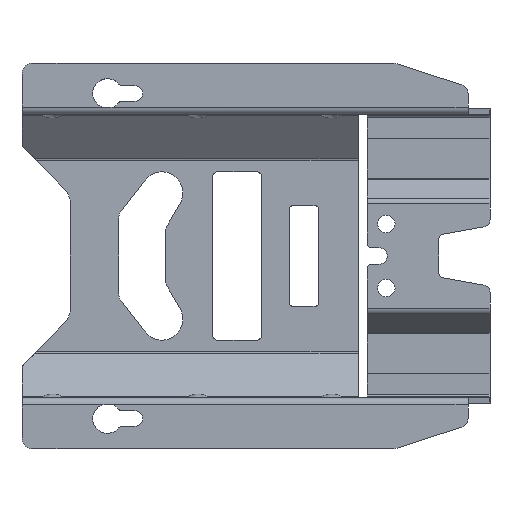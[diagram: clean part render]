
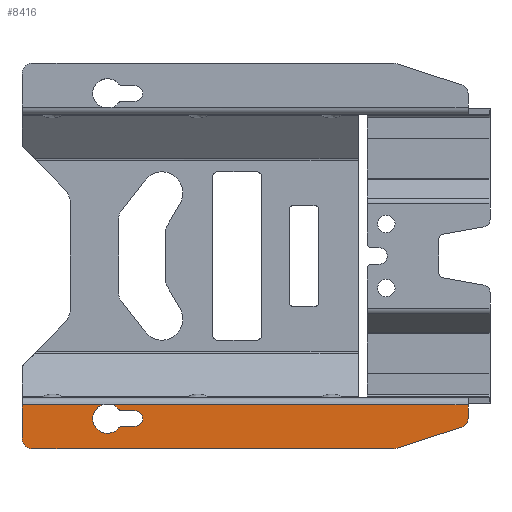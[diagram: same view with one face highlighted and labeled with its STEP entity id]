
A CAD part, front view. The second image highlights one B-rep face of the part: STEP entity #8416.
In plain terms, the highlighted planar face has unit normal (0, -1, 0).
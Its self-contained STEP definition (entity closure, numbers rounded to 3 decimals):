
#1867=CARTESIAN_POINT('',(-12.797,10.5,-41.275));
#1868=DIRECTION('',(0.,1.,0.));
#1869=DIRECTION('',(0.,0.,-1.));
#1870=AXIS2_PLACEMENT_3D('',#1867,#1868,#1869);
#1875=CARTESIAN_POINT('',(-16.7,10.5,-44.4));
#1876=DIRECTION('',(0.,-1.,0.));
#1877=DIRECTION('',(0.781,0.,0.625));
#1878=AXIS2_PLACEMENT_3D('',#1875,#1876,#1877);
#1883=DIRECTION('',(0.,0.,-1.));
#1884=VECTOR('',#1883,3.684);
#1885=CARTESIAN_POINT('',(81.75,10.5,-40.65));
#1886=LINE('',#1885,#1884);
#1890=CARTESIAN_POINT('',(79.25,10.5,-44.334));
#1891=DIRECTION('',(0.,1.,0.));
#1892=DIRECTION('',(1.,0.,0.));
#1893=AXIS2_PLACEMENT_3D('',#1890,#1891,#1892);
#1898=DIRECTION('',(-0.951,0.,-0.309));
#1899=VECTOR('',#1898,18.501);
#1900=CARTESIAN_POINT('',(80.023,10.5,-46.711));
#1901=LINE('',#1900,#1899);
#1905=CARTESIAN_POINT('',(61.037,10.5,-48.15));
#1906=DIRECTION('',(0.,1.,0.));
#1907=DIRECTION('',(0.309,0.,-0.951));
#1908=AXIS2_PLACEMENT_3D('',#1905,#1906,#1907);
#1913=CARTESIAN_POINT('',(-37.,10.5,-49.65));
#1914=DIRECTION('',(0.,1.,0.));
#1915=DIRECTION('',(0.,0.,-1.));
#1916=AXIS2_PLACEMENT_3D('',#1913,#1914,#1915);
#1921=DIRECTION('',(0.,0.,1.));
#1922=VECTOR('',#1921,9.);
#1923=CARTESIAN_POINT('',(-40.,10.5,-49.65));
#1924=LINE('',#1923,#1922);
#1928=CARTESIAN_POINT('',(-16.7,10.5,-44.4));
#1929=DIRECTION('',(0.,-1.,0.));
#1930=DIRECTION('',(-0.348,0.,0.938));
#1931=AXIS2_PLACEMENT_3D('',#1928,#1929,#1930);
#1936=CARTESIAN_POINT('',(-16.7,10.5,-44.4));
#1937=DIRECTION('',(0.,-1.,0.));
#1938=DIRECTION('',(-1.,0.,0.));
#1939=AXIS2_PLACEMENT_3D('',#1936,#1937,#1938);
#1944=CARTESIAN_POINT('',(-12.797,10.5,-47.525));
#1945=DIRECTION('',(0.,1.,0.));
#1946=DIRECTION('',(-0.781,0.,0.625));
#1947=AXIS2_PLACEMENT_3D('',#1944,#1945,#1946);
#1952=DIRECTION('',(1.,0.,0.));
#1953=VECTOR('',#1952,3.597);
#1954=CARTESIAN_POINT('',(-12.797,10.5,-46.525));
#1955=LINE('',#1954,#1953);
#1959=CARTESIAN_POINT('',(-9.2,10.5,-44.4));
#1960=DIRECTION('',(0.,-1.,0.));
#1961=DIRECTION('',(0.,0.,-1.));
#1962=AXIS2_PLACEMENT_3D('',#1959,#1960,#1961);
#1967=CARTESIAN_POINT('',(-9.2,10.5,-44.4));
#1968=DIRECTION('',(0.,-1.,0.));
#1969=DIRECTION('',(1.,0.,0.));
#1970=AXIS2_PLACEMENT_3D('',#1967,#1968,#1969);
#1975=DIRECTION('',(-1.,0.,0.));
#1976=VECTOR('',#1975,3.597);
#1977=CARTESIAN_POINT('',(-9.2,10.5,-42.275));
#1978=LINE('',#1977,#1976);
#1982=CARTESIAN_POINT('',(-15.308,10.5,-40.65));
#1992=DIRECTION('',(-1.,0.,0.));
#1993=VECTOR('',#1992,21.908);
#1994=CARTESIAN_POINT('',(-18.092,10.5,-40.65));
#1995=LINE('',#1994,#1993);
#2006=DIRECTION('',(-1.,0.,0.));
#2007=VECTOR('',#2006,97.058);
#2008=CARTESIAN_POINT('',(81.75,10.5,-40.65));
#2009=LINE('',#2008,#2007);
#5454=DIRECTION('',(1.,0.,0.));
#5455=VECTOR('',#5454,98.037);
#5456=CARTESIAN_POINT('',(-37.,10.5,-52.65));
#5457=LINE('',#5456,#5455);
#6474=CARTESIAN_POINT('',(81.75,10.5,-40.65));
#6475=VERTEX_POINT('',#6474);
#6481=CARTESIAN_POINT('',(-13.578,10.5,-41.9));
#6483=VERTEX_POINT('',#6481);
#6490=CARTESIAN_POINT('',(-13.578,10.5,-46.9));
#6491=VERTEX_POINT('',#6490);
#6492=CARTESIAN_POINT('',(-20.7,10.5,-44.4));
#6493=VERTEX_POINT('',#6492);
#6494=CARTESIAN_POINT('',(-18.092,10.5,-40.65));
#6495=VERTEX_POINT('',#6494);
#6496=VERTEX_POINT('',#1982);
#6499=CARTESIAN_POINT('',(-12.797,10.5,-42.275));
#6500=VERTEX_POINT('',#6499);
#6521=CARTESIAN_POINT('',(-9.2,10.5,-42.275));
#6522=VERTEX_POINT('',#6521);
#6523=CARTESIAN_POINT('',(81.75,10.5,-44.334));
#6524=VERTEX_POINT('',#6523);
#6525=CARTESIAN_POINT('',(80.023,10.5,-46.711));
#6526=VERTEX_POINT('',#6525);
#6527=CARTESIAN_POINT('',(62.428,10.5,-52.43));
#6528=VERTEX_POINT('',#6527);
#6529=CARTESIAN_POINT('',(61.037,10.5,-52.65));
#6530=VERTEX_POINT('',#6529);
#6531=CARTESIAN_POINT('',(-37.,10.5,-52.65));
#6532=VERTEX_POINT('',#6531);
#6533=CARTESIAN_POINT('',(-40.,10.5,-49.65));
#6534=VERTEX_POINT('',#6533);
#6535=CARTESIAN_POINT('',(-40.,10.5,-40.65));
#6536=VERTEX_POINT('',#6535);
#6537=CARTESIAN_POINT('',(-12.797,10.5,-46.525));
#6538=VERTEX_POINT('',#6537);
#6539=CARTESIAN_POINT('',(-9.2,10.5,-46.525));
#6540=VERTEX_POINT('',#6539);
#6541=CARTESIAN_POINT('',(-7.075,10.5,-44.4));
#6542=VERTEX_POINT('',#6541);
#8378=CARTESIAN_POINT('',(81.75,10.5,-52.65));
#8379=DIRECTION('',(0.,1.,0.));
#8380=DIRECTION('',(0.,0.,1.));
#8381=AXIS2_PLACEMENT_3D('',#8378,#8379,#8380);
#8382=PLANE('',#8381);
#8383=ORIENTED_EDGE('',*,*,#8318,.T.);
#8384=ORIENTED_EDGE('',*,*,#8305,.T.);
#8386=ORIENTED_EDGE('',*,*,#8385,.F.);
#8388=ORIENTED_EDGE('',*,*,#8387,.T.);
#8390=ORIENTED_EDGE('',*,*,#8389,.T.);
#8392=ORIENTED_EDGE('',*,*,#8391,.T.);
#8394=ORIENTED_EDGE('',*,*,#8393,.T.);
#8396=ORIENTED_EDGE('',*,*,#8395,.F.);
#8398=ORIENTED_EDGE('',*,*,#8397,.T.);
#8400=ORIENTED_EDGE('',*,*,#8399,.T.);
#8402=ORIENTED_EDGE('',*,*,#8401,.F.);
#8403=ORIENTED_EDGE('',*,*,#8301,.T.);
#8404=ORIENTED_EDGE('',*,*,#8299,.T.);
#8406=ORIENTED_EDGE('',*,*,#8405,.T.);
#8408=ORIENTED_EDGE('',*,*,#8407,.T.);
#8410=ORIENTED_EDGE('',*,*,#8409,.T.);
#8412=ORIENTED_EDGE('',*,*,#8411,.T.);
#8413=ORIENTED_EDGE('',*,*,#8370,.T.);
#8414=EDGE_LOOP('',(#8383,#8384,#8386,#8388,#8390,#8392,#8394,#8396,#8398,#8400,
#8402,#8403,#8404,#8406,#8408,#8410,#8412,#8413));
#8415=FACE_OUTER_BOUND('',#8414,.F.);
#8416=ADVANCED_FACE('',(#8415),#8382,.F.);
#1871=CIRCLE('',#1870,1.);
#1879=CIRCLE('',#1878,4.);
#1894=CIRCLE('',#1893,2.5);
#1909=CIRCLE('',#1908,4.5);
#1917=CIRCLE('',#1916,3.);
#1932=CIRCLE('',#1931,4.);
#1940=CIRCLE('',#1939,4.);
#1948=CIRCLE('',#1947,1.);
#1963=CIRCLE('',#1962,2.125);
#1971=CIRCLE('',#1970,2.125);
#8299=EDGE_CURVE('',#6493,#6491,#1940,.T.);
#8301=EDGE_CURVE('',#6495,#6493,#1932,.T.);
#8305=EDGE_CURVE('',#6483,#6496,#1879,.T.);
#8318=EDGE_CURVE('',#6500,#6483,#1871,.T.);
#8370=EDGE_CURVE('',#6522,#6500,#1978,.T.);
#8385=EDGE_CURVE('',#6475,#6496,#2009,.T.);
#8387=EDGE_CURVE('',#6475,#6524,#1886,.T.);
#8389=EDGE_CURVE('',#6524,#6526,#1894,.T.);
#8391=EDGE_CURVE('',#6526,#6528,#1901,.T.);
#8393=EDGE_CURVE('',#6528,#6530,#1909,.T.);
#8395=EDGE_CURVE('',#6532,#6530,#5457,.T.);
#8397=EDGE_CURVE('',#6532,#6534,#1917,.T.);
#8399=EDGE_CURVE('',#6534,#6536,#1924,.T.);
#8401=EDGE_CURVE('',#6495,#6536,#1995,.T.);
#8405=EDGE_CURVE('',#6491,#6538,#1948,.T.);
#8407=EDGE_CURVE('',#6538,#6540,#1955,.T.);
#8409=EDGE_CURVE('',#6540,#6542,#1963,.T.);
#8411=EDGE_CURVE('',#6542,#6522,#1971,.T.);
